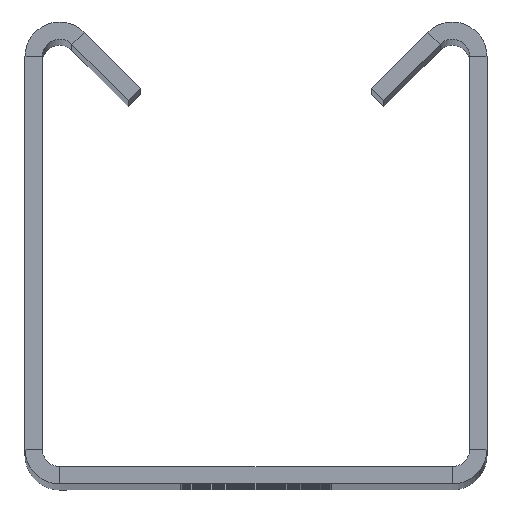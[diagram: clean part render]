
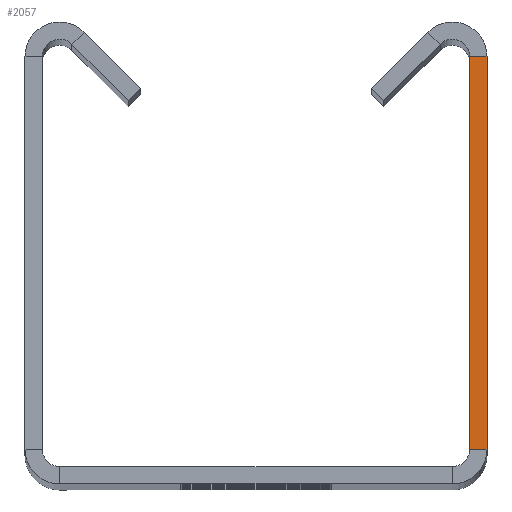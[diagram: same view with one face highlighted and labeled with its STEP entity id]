
A CAD part, top view. The second image highlights one B-rep face of the part: STEP entity #2057.
In plain terms, the highlighted planar face has unit normal (0, 0, 1).
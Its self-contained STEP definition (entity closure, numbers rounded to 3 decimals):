
#96=PLANE('',#2266);
#201=FACE_OUTER_BOUND('',#317,.T.);
#317=EDGE_LOOP('',(#1705,#1706,#1707,#1708));
#527=LINE('',#3363,#731);
#533=LINE('',#3375,#737);
#540=LINE('',#3395,#744);
#542=LINE('',#3400,#746);
#731=VECTOR('',#2759,10.);
#737=VECTOR('',#2769,10.);
#744=VECTOR('',#2794,10.);
#746=VECTOR('',#2800,10.);
#1018=VERTEX_POINT('',#3348);
#1022=VERTEX_POINT('',#3361);
#1026=VERTEX_POINT('',#3373);
#1028=VERTEX_POINT('',#3386);
#1282=EDGE_CURVE('',#1022,#1018,#527,.T.);
#1288=EDGE_CURVE('',#1022,#1026,#533,.T.);
#1298=EDGE_CURVE('',#1026,#1028,#540,.T.);
#1301=EDGE_CURVE('',#1028,#1018,#542,.T.);
#1705=ORIENTED_EDGE('',*,*,#1282,.F.);
#1706=ORIENTED_EDGE('',*,*,#1288,.T.);
#1707=ORIENTED_EDGE('',*,*,#1298,.T.);
#1708=ORIENTED_EDGE('',*,*,#1301,.T.);
#2057=ADVANCED_FACE('',(#201),#96,.T.);
#2266=AXIS2_PLACEMENT_3D('',#3399,#2798,#2799);
#2759=DIRECTION('',(1.,0.,0.));
#2769=DIRECTION('',(0.,-1.,0.));
#2794=DIRECTION('',(1.,0.,0.));
#2798=DIRECTION('center_axis',(0.,0.,1.));
#2799=DIRECTION('ref_axis',(0.707,-0.707,0.));
#2800=DIRECTION('',(0.,1.,0.));
#3348=CARTESIAN_POINT('',(0.,37.,300.));
#3361=CARTESIAN_POINT('',(-1.5,37.,300.));
#3363=CARTESIAN_POINT('',(-0.42,37.,300.));
#3373=CARTESIAN_POINT('',(-1.5,3.,300.));
#3375=CARTESIAN_POINT('',(-1.5,-83.775,300.));
#3386=CARTESIAN_POINT('',(0.,3.,300.));
#3395=CARTESIAN_POINT('',(-0.42,3.,300.));
#3399=CARTESIAN_POINT('Origin',(0.,-76.875,300.));
#3400=CARTESIAN_POINT('',(0.,-83.775,300.));
